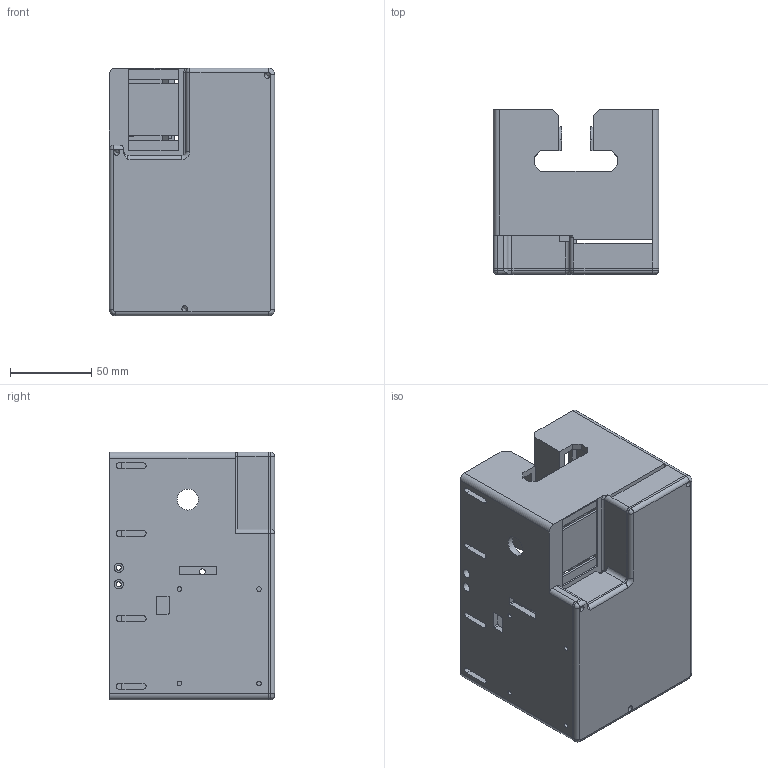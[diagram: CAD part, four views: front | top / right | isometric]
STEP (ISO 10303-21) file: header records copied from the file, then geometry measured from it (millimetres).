
FILE_DESCRIPTION(/* description */ (''),/* implementation_level */ '2;1');
FILE_NAME(/* name */ 'v6.0.1_Chassis v14.step',/* time_stamp */ '2019-06-10T09:21:05-07:00',/* author */ (''),/* organization */ (''),/* preprocessor_version */ 'ST-DEVELOPER v18',/* originating_system */ 'Autodesk Translation Framework v8.2.0.1029',/* authorisation */ '');
FILE_SCHEMA (('AUTOMOTIVE_DESIGN { 1 0 10303 214 3 1 1 }'));
Length unit declared in the file: inch
Products named in the file (4): v6.0.1_Chassis; MotorDriveHousing 6.1 v24; Motor Mount Rail 6.1 v12; Motor Mount Rail 6.1 v12 (1)
Assembly tree (3 placements, depth 2):
  v6.0.1_Chassis
    MotorDriveHousing 6.1 v24
    Motor Mount Rail 6.1 v12
    Motor Mount Rail 6.1 v12 (1)
Bounding box: 101.6 x 101.6 x 152.4 mm (x, y, z)
Volume: 267535.9 mm3; surface area: 158342.6 mm2
Topology: 2 solids, 2 shells, 364 faces, 1061 edges, 698 vertices
Faces by surface type: plane 244, cylinder 108, bspline 3, torus 3, sphere 3, cone 3
Full cylindrical faces by diameter (mm): 2.743 x2, 2.75 x2, 3.048 x4, 3.556 x6, 3.683 x4, 5.715 x8, 12.954 x2
Entity records: 12298 total; most frequent: CARTESIAN_POINT 2166, ORIENTED_EDGE 2116, DIRECTION 2054, EDGE_CURVE 1058, LINE 796, VECTOR 796, VERTEX_POINT 698, AXIS2_PLACEMENT_3D 629
